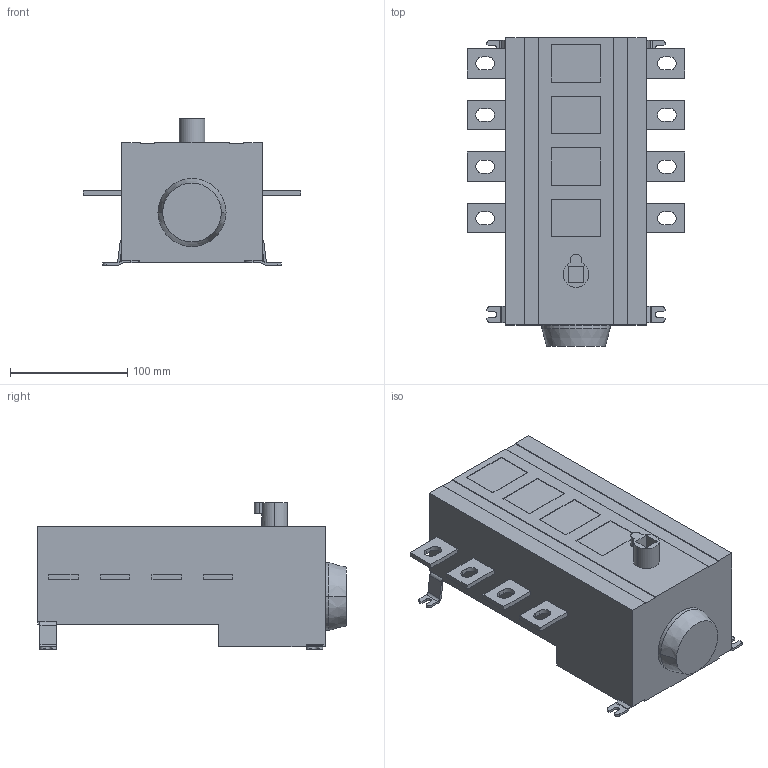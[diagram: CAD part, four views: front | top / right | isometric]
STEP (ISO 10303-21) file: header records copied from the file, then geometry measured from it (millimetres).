
FILE_DESCRIPTION((''),'2;1');
FILE_NAME('OT315-400ES40_IGS','2018-07-26T',('FIALBJO'),(''),'CREO PARAMETRIC BY PTC INC, 2017480','CREO PARAMETRIC BY PTC INC, 2017480','');
FILE_SCHEMA(('AUTOMOTIVE_DESIGN { 1 0 10303 214 1 1 1 1 }'));
Length unit declared in the file: millimetre
Products named in the file (1): OT315-400ES40_IGS
Bounding box: 185 x 263.2 x 125 mm (x, y, z)
Volume: 2716876.3 mm3; surface area: 151598.1 mm2
Topology: 1 solids, 1 shells, 292 faces, 796 edges, 528 vertices
Faces by surface type: plane 201, cylinder 83, cone 8
Entity records: 11730 total; most frequent: CARTESIAN_POINT 1773, ORIENTED_EDGE 1592, DIRECTION 1548, EDGE_CURVE 796, VECTOR 620, LINE 620, VERTEX_POINT 528, AXIS2_PLACEMENT_3D 464
